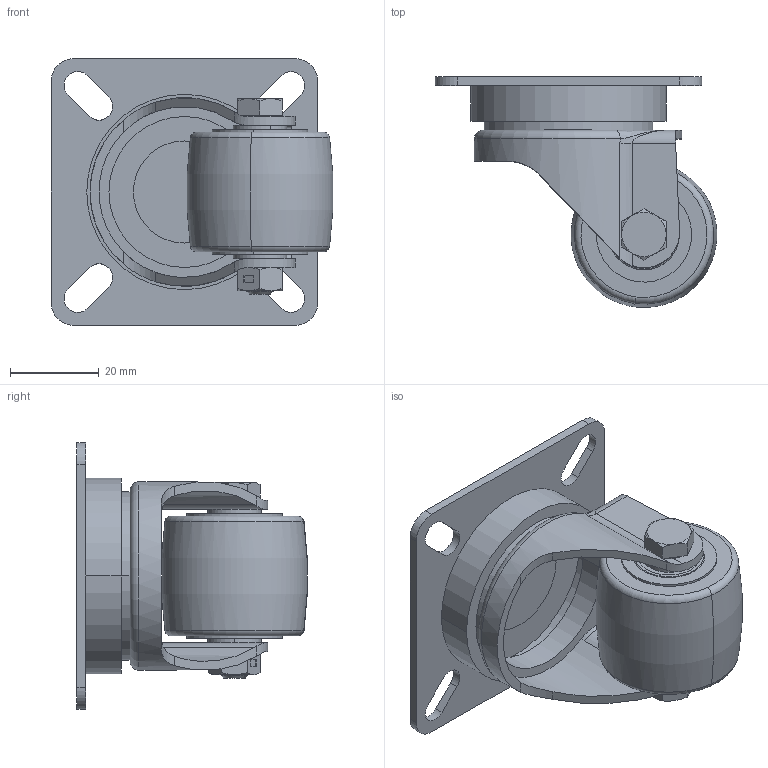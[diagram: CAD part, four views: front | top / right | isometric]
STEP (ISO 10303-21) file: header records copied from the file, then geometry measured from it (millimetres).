
FILE_DESCRIPTION (( 'STEP AP214' ), '1' );
FILE_NAME ('0049270.step', '2022-10-24T12:10:59', ( '' ), ( '' ), 'SwSTEP 2.0', 'SolidWorks 2020', '' );
FILE_SCHEMA (( 'AUTOMOTIVE_DESIGN' ));
Length unit declared in the file: millimetre
Products named in the file (1): 0049270
Bounding box: 63.4 x 51.9 x 60 mm (x, y, z)
Volume: 36141.6 mm3; surface area: 32116.1 mm2
Topology: 15 solids, 15 shells, 372 faces, 1096 edges, 701 vertices
Faces by surface type: cylinder 122, plane 102, torus 81, sphere 32, cone 27, bspline 8
Entity records: 18155 total; most frequent: CARTESIAN_POINT 4475, ORIENTED_EDGE 2060, DIRECTION 1924, EDGE_CURVE 1030, AXIS2_PLACEMENT_3D 839, VERTEX_POINT 669, CIRCLE 474, EDGE_LOOP 423
